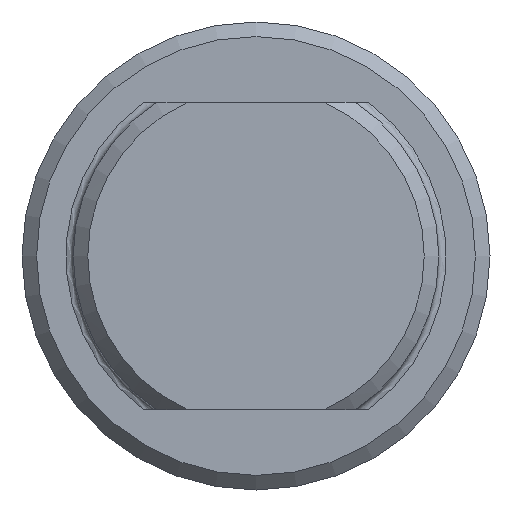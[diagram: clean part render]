
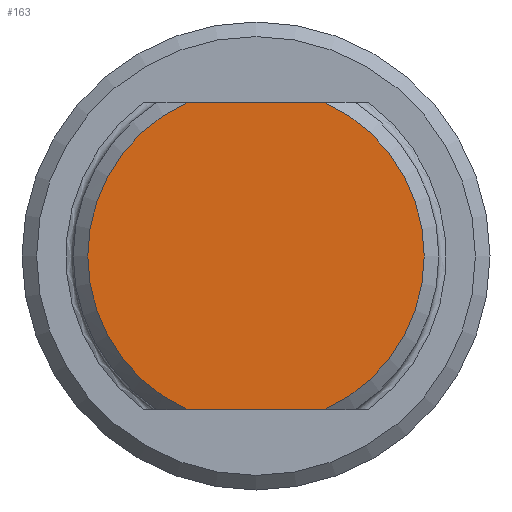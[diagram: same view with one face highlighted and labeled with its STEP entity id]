
A CAD part, front view. The second image highlights one B-rep face of the part: STEP entity #163.
In plain terms, the highlighted planar face has unit normal (0, -1, 0).
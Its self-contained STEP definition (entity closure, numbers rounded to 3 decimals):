
#163 = ADVANCED_FACE( '', ( #356 ), #357, .F. );
#356 = FACE_OUTER_BOUND( '', #548, .T. );
#357 = PLANE( '', #549 );
#548 = EDGE_LOOP( '', ( #847, #848, #849, #850 ) );
#549 = AXIS2_PLACEMENT_3D( '', #851, #852, #853 );
#847 = ORIENTED_EDGE( '', *, *, #913, .T. );
#848 = ORIENTED_EDGE( '', *, *, #881, .T. );
#849 = ORIENTED_EDGE( '', *, *, #941, .T. );
#850 = ORIENTED_EDGE( '', *, *, #888, .T. );
#851 = CARTESIAN_POINT( '', ( 0., -103.15, 0. ) );
#852 = DIRECTION( '', ( 0., 1., 0. ) );
#853 = DIRECTION( '', ( 0., 0., -1. ) );
#881 = EDGE_CURVE( '', #990, #991, #992, .F. );
#888 = EDGE_CURVE( '', #1004, #1002, #1005, .F. );
#913 = EDGE_CURVE( '', #1002, #990, #1045, .T. );
#941 = EDGE_CURVE( '', #991, #1004, #1086, .T. );
#990 = VERTEX_POINT( '', #1152 );
#991 = VERTEX_POINT( '', #1153 );
#992 = CIRCLE( '', #1154, 11.5 );
#1002 = VERTEX_POINT( '', #1170 );
#1004 = VERTEX_POINT( '', #1175 );
#1005 = CIRCLE( '', #1176, 11.5 );
#1045 = LINE( '', #1240, #1241 );
#1086 = LINE( '', #1293, #1294 );
#1152 = CARTESIAN_POINT( '', ( -4.69, -103.15, 10.5 ) );
#1153 = CARTESIAN_POINT( '', ( -4.69, -103.15, -10.5 ) );
#1154 = AXIS2_PLACEMENT_3D( '', #1367, #1368, #1369 );
#1170 = CARTESIAN_POINT( '', ( 4.69, -103.15, 10.5 ) );
#1175 = CARTESIAN_POINT( '', ( 4.69, -103.15, -10.5 ) );
#1176 = AXIS2_PLACEMENT_3D( '', #1376, #1377, #1378 );
#1240 = CARTESIAN_POINT( '', ( 12.5, -103.15, 10.5 ) );
#1241 = VECTOR( '', #1415, 1000. );
#1293 = CARTESIAN_POINT( '', ( -12.5, -103.15, -10.5 ) );
#1294 = VECTOR( '', #1457, 1000. );
#1367 = CARTESIAN_POINT( '', ( 0., -103.15, 0. ) );
#1368 = DIRECTION( '', ( 0., 1., 0. ) );
#1369 = DIRECTION( '', ( 0., 0., -1. ) );
#1376 = CARTESIAN_POINT( '', ( 0., -103.15, 0. ) );
#1377 = DIRECTION( '', ( 0., 1., 0. ) );
#1378 = DIRECTION( '', ( 0., 0., -1. ) );
#1415 = DIRECTION( '', ( -1., 0., 0. ) );
#1457 = DIRECTION( '', ( 1., 0., 0. ) );
